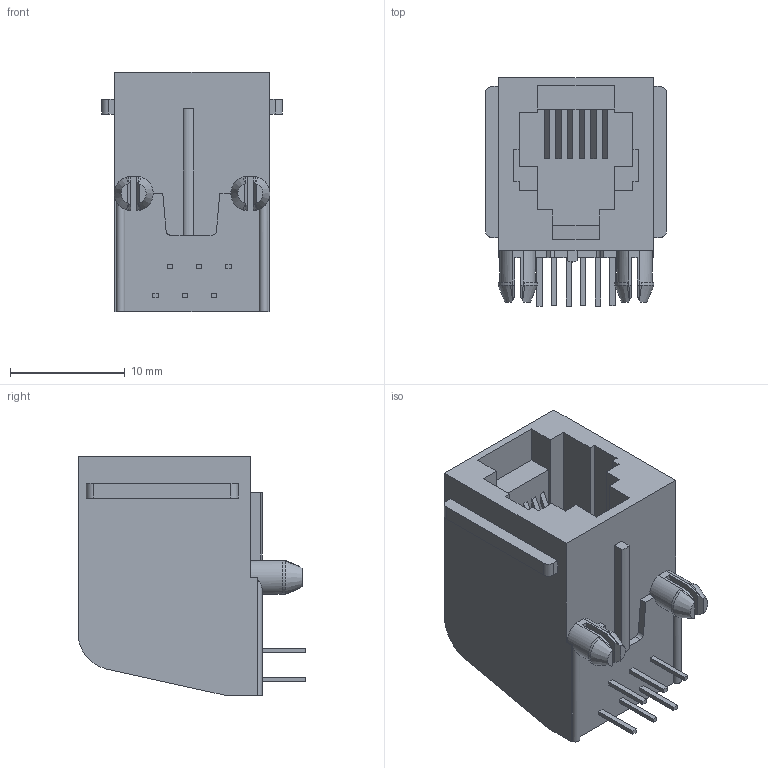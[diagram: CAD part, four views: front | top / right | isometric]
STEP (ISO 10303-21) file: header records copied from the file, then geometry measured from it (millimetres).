
FILE_DESCRIPTION((''),'2;1');
FILE_NAME('C-5520250-3','2016-06-21T',('workeradm'),('Tyco Electronics Ltd.'),'CREO PARAMETRIC BY PTC INC, 2016050','CREO PARAMETRIC BY PTC INC, 2016050','');
FILE_SCHEMA(('AUTOMOTIVE_DESIGN { 1 0 10303 214 1 1 1 1 }'));
Length unit declared in the file: millimetre
Products named in the file (1): C-5520250-3
Bounding box: 15.75 x 19.81 x 20.83 mm (x, y, z)
Volume: 2850.1 mm3; surface area: 2456.4 mm2
Topology: 1 solids, 1 shells, 178 faces, 483 edges, 316 vertices
Faces by surface type: plane 148, cylinder 18, cone 12
Entity records: 5809 total; most frequent: CARTESIAN_POINT 1141, ORIENTED_EDGE 966, DIRECTION 857, EDGE_CURVE 483, VECTOR 397, LINE 397, VERTEX_POINT 316, AXIS2_PLACEMENT_3D 230
